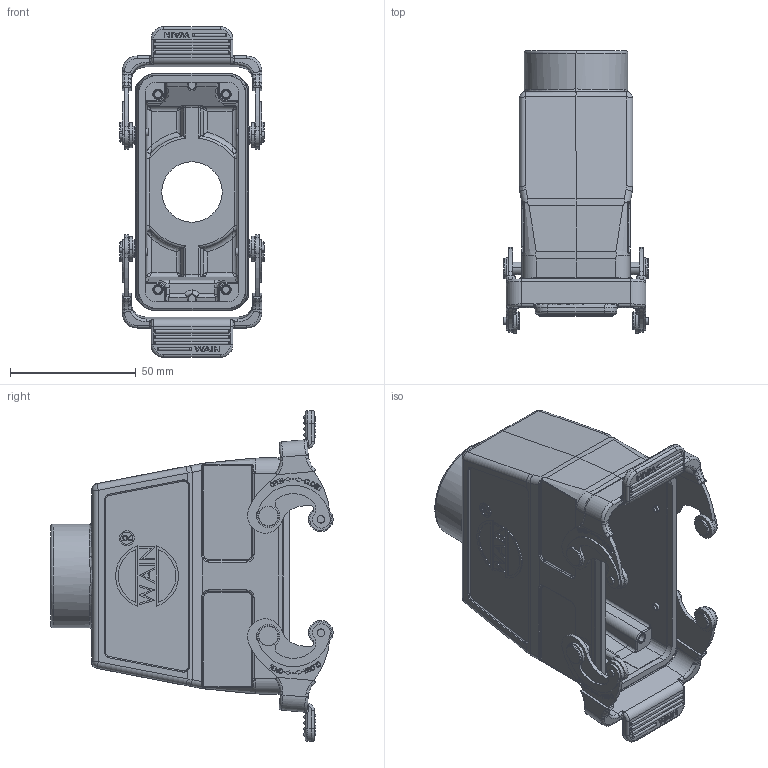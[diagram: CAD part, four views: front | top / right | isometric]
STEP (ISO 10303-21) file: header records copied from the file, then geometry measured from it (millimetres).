
FILE_DESCRIPTION((''),'2;1');
FILE_NAME('3D_H16B-CCTH-2L_SC-2M20','2024-02-05T',('11539'),(''),'PRO/ENGINEER BY PARAMETRIC TECHNOLOGY CORPORATION, 2012480','PRO/ENGINEER BY PARAMETRIC TECHNOLOGY CORPORATION, 2012480','');
FILE_SCHEMA(('CONFIG_CONTROL_DESIGN'));
Products named in the file (1): 3D_H16B-CCTH-2L_SC-2M20
Bounding box: 57.5 x 112.08 x 131.3 mm (x, y, z)
Volume: 106566.8 mm3; surface area: 61405.9 mm2
Topology: 1 solids, 1 shells, 1853 faces, 4885 edges, 3195 vertices
Faces by surface type: plane 841, cylinder 441, bspline 181, extrusion 168, torus 114, cone 68, sphere 36, revolution 4
Entity records: 69555 total; most frequent: CARTESIAN_POINT 24920, ORIENTED_EDGE 9722, DIRECTION 8455, EDGE_CURVE 4861, VERTEX_POINT 3195, AXIS2_PLACEMENT_3D 2871, VECTOR 2709, LINE 2541
